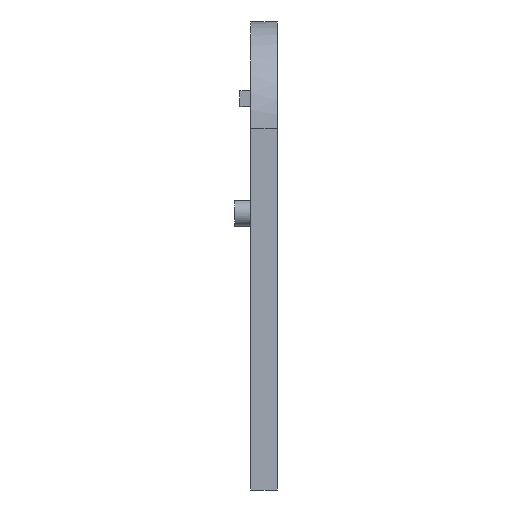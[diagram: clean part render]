
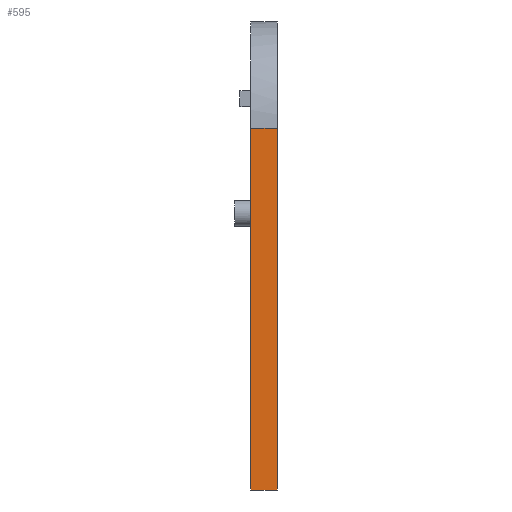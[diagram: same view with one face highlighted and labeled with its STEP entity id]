
A CAD part, front view. The second image highlights one B-rep face of the part: STEP entity #595.
In plain terms, the highlighted planar face has unit normal (0, -1, 0).
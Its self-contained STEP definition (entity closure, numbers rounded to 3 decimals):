
#575=AXIS2_PLACEMENT_3D('Plane Axis2P3D',#572,#573,#574) ;
#178=CARTESIAN_POINT('Vertex',(1.5,0.,0.)) ;
#181=CARTESIAN_POINT('Line Origine',(1.5,0.,17.)) ;
#185=CARTESIAN_POINT('Vertex',(1.5,0.,34.)) ;
#557=CARTESIAN_POINT('Vertex',(4.03,0.,0.)) ;
#560=CARTESIAN_POINT('Line Origine',(2.765,0.,0.)) ;
#572=CARTESIAN_POINT('Axis2P3D Location',(1.5,0.,44.)) ;
#577=CARTESIAN_POINT('Line Origine',(4.03,0.,17.)) ;
#581=CARTESIAN_POINT('Vertex',(4.03,0.,34.)) ;
#584=CARTESIAN_POINT('Line Origine',(2.765,0.,34.)) ;
#182=DIRECTION('Vector Direction',(0.,0.,-1.)) ;
#561=DIRECTION('Vector Direction',(-1.,0.,0.)) ;
#573=DIRECTION('Axis2P3D Direction',(0.,-1.,0.)) ;
#574=DIRECTION('Axis2P3D XDirection',(0.,-0.,-1.)) ;
#578=DIRECTION('Vector Direction',(0.,0.,-1.)) ;
#585=DIRECTION('Vector Direction',(1.,0.,0.)) ;
#183=VECTOR('Line Direction',#182,1.) ;
#562=VECTOR('Line Direction',#561,1.) ;
#579=VECTOR('Line Direction',#578,1.) ;
#586=VECTOR('Line Direction',#585,1.) ;
#590=ORIENTED_EDGE('',*,*,#583,.F.) ;
#591=ORIENTED_EDGE('',*,*,#588,.F.) ;
#592=ORIENTED_EDGE('',*,*,#187,.T.) ;
#593=ORIENTED_EDGE('',*,*,#564,.F.) ;
#595=ADVANCED_FACE('Koerper.2',(#594),#576,.T.) ;
#187=EDGE_CURVE('',#186,#179,#184,.T.) ;
#564=EDGE_CURVE('',#558,#179,#563,.T.) ;
#583=EDGE_CURVE('',#582,#558,#580,.T.) ;
#588=EDGE_CURVE('',#186,#582,#587,.T.) ;
#589=EDGE_LOOP('',(#590,#591,#592,#593)) ;
#594=FACE_OUTER_BOUND('',#589,.T.) ;
#184=LINE('Line',#181,#183) ;
#563=LINE('Line',#560,#562) ;
#580=LINE('Line',#577,#579) ;
#587=LINE('Line',#584,#586) ;
#576=PLANE('',#575) ;
#179=VERTEX_POINT('',#178) ;
#186=VERTEX_POINT('',#185) ;
#558=VERTEX_POINT('',#557) ;
#582=VERTEX_POINT('',#581) ;
